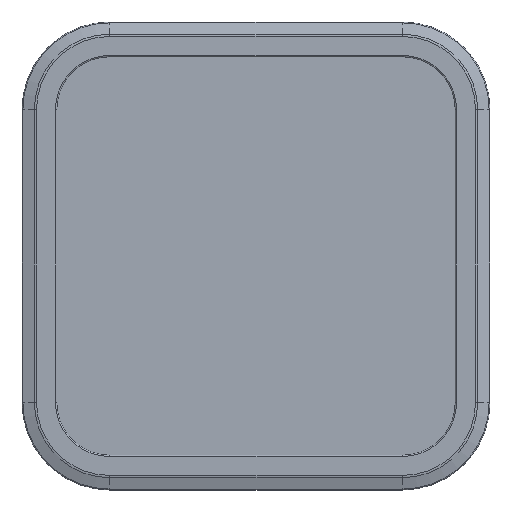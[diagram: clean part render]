
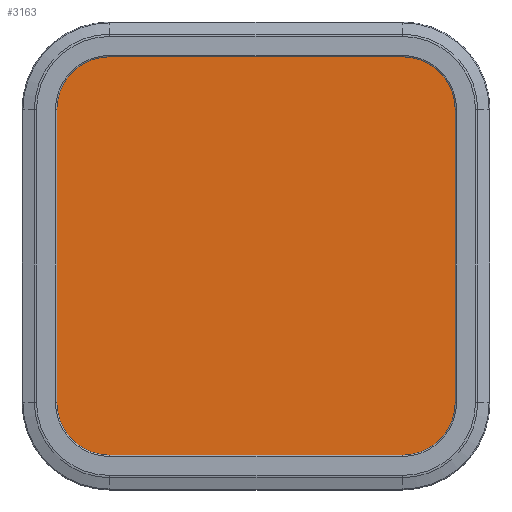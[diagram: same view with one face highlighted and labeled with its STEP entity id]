
A CAD part, top view. The second image highlights one B-rep face of the part: STEP entity #3163.
In plain terms, the highlighted planar face has unit normal (0, 0, 1).
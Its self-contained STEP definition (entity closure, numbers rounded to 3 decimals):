
#57 = EDGE_LOOP ( 'NONE', ( #7549, #3572, #9130, #2441, #3905, #4744, #8873, #3188 ) ) ;
#220 = DIRECTION ( 'NONE',  ( 1., 0., 0. ) ) ;
#571 = VERTEX_POINT ( 'NONE', #8518 ) ;
#928 = VERTEX_POINT ( 'NONE', #7489 ) ;
#1016 = DIRECTION ( 'NONE',  ( 0., 1., 0. ) ) ;
#1243 = DIRECTION ( 'NONE',  ( -1., 0., 0. ) ) ;
#1402 = VERTEX_POINT ( 'NONE', #5285 ) ;
#1475 = DIRECTION ( 'NONE',  ( 0., 0., 1. ) ) ;
#1797 = CARTESIAN_POINT ( 'NONE',  ( -109.5, 156., 6.8 ) ) ;
#1939 = EDGE_CURVE ( 'NONE', #928, #1402, #4958, .T. ) ;
#2094 = EDGE_CURVE ( 'NONE', #4123, #571, #3496, .T. ) ;
#2132 = VECTOR ( 'NONE', #3078, 1000. ) ;
#2251 = CARTESIAN_POINT ( 'NONE',  ( 156., 109.5, 6.8 ) ) ;
#2441 = ORIENTED_EDGE ( 'NONE', *, *, #1939, .T. ) ;
#2471 = DIRECTION ( 'NONE',  ( 0., -1., 0. ) ) ;
#2475 = DIRECTION ( 'NONE',  ( 0., 0., 1. ) ) ;
#2494 = VECTOR ( 'NONE', #1016, 1000. ) ;
#2712 = CARTESIAN_POINT ( 'NONE',  ( 109.5, -109.5, 6.8 ) ) ;
#2913 = VERTEX_POINT ( 'NONE', #1797 ) ;
#3078 = DIRECTION ( 'NONE',  ( 1., 0., 0. ) ) ;
#3163 = ADVANCED_FACE ( 'NONE', ( #11677 ), #8150, .T. ) ;
#3188 = ORIENTED_EDGE ( 'NONE', *, *, #2094, .T. ) ;
#3496 = LINE ( 'NONE', #2251, #2494 ) ;
#3572 = ORIENTED_EDGE ( 'NONE', *, *, #7673, .T. ) ;
#3724 = CARTESIAN_POINT ( 'NONE',  ( -156., 109.5, 6.8 ) ) ;
#3905 = ORIENTED_EDGE ( 'NONE', *, *, #6548, .T. ) ;
#4123 = VERTEX_POINT ( 'NONE', #8414 ) ;
#4320 = CARTESIAN_POINT ( 'NONE',  ( -109.5, -156., 6.8 ) ) ;
#4426 = DIRECTION ( 'NONE',  ( 1., 0., 0. ) ) ;
#4440 = CIRCLE ( 'NONE', #9251, 46.5 ) ;
#4551 = EDGE_CURVE ( 'NONE', #5183, #4123, #4440, .T. ) ;
#4609 = EDGE_CURVE ( 'NONE', #7495, #5183, #5554, .T. ) ;
#4630 = EDGE_CURVE ( 'NONE', #571, #11667, #7267, .T. ) ;
#4672 = DIRECTION ( 'NONE',  ( -1., 0., 0. ) ) ;
#4744 = ORIENTED_EDGE ( 'NONE', *, *, #4609, .T. ) ;
#4958 = LINE ( 'NONE', #3724, #5539 ) ;
#4964 = CARTESIAN_POINT ( 'NONE',  ( -109.5, -109.5, 6.8 ) ) ;
#5183 = VERTEX_POINT ( 'NONE', #11433 ) ;
#5285 = CARTESIAN_POINT ( 'NONE',  ( -156., -109.5, 6.8 ) ) ;
#5539 = VECTOR ( 'NONE', #2471, 1000. ) ;
#5554 = LINE ( 'NONE', #4320, #2132 ) ;
#5667 = DIRECTION ( 'NONE',  ( 0., 0., 1. ) ) ;
#5916 = DIRECTION ( 'NONE',  ( 0., 0., 1. ) ) ;
#5971 = LINE ( 'NONE', #11978, #8597 ) ;
#6548 = EDGE_CURVE ( 'NONE', #1402, #7495, #7415, .T. ) ;
#6921 = CARTESIAN_POINT ( 'NONE',  ( 109.5, 109.5, 6.8 ) ) ;
#7164 = CARTESIAN_POINT ( 'NONE',  ( -109.5, 109.5, 6.8 ) ) ;
#7267 = CIRCLE ( 'NONE', #12157, 46.5 ) ;
#7392 = AXIS2_PLACEMENT_3D ( 'NONE', #7164, #5916, #4672 ) ;
#7415 = CIRCLE ( 'NONE', #8640, 46.5 ) ;
#7489 = CARTESIAN_POINT ( 'NONE',  ( -156., 109.5, 6.8 ) ) ;
#7495 = VERTEX_POINT ( 'NONE', #10251 ) ;
#7549 = ORIENTED_EDGE ( 'NONE', *, *, #4630, .T. ) ;
#7673 = EDGE_CURVE ( 'NONE', #11667, #2913, #5971, .T. ) ;
#8150 = PLANE ( 'NONE',  #11027 ) ;
#8414 = CARTESIAN_POINT ( 'NONE',  ( 156., -109.5, 6.8 ) ) ;
#8518 = CARTESIAN_POINT ( 'NONE',  ( 156., 109.5, 6.8 ) ) ;
#8597 = VECTOR ( 'NONE', #10704, 1000. ) ;
#8640 = AXIS2_PLACEMENT_3D ( 'NONE', #4964, #2475, #1243 ) ;
#8873 = ORIENTED_EDGE ( 'NONE', *, *, #4551, .T. ) ;
#8892 = CIRCLE ( 'NONE', #7392, 46.5 ) ;
#8991 = DIRECTION ( 'NONE',  ( 1., 0., 0. ) ) ;
#9130 = ORIENTED_EDGE ( 'NONE', *, *, #11441, .T. ) ;
#9251 = AXIS2_PLACEMENT_3D ( 'NONE', #2712, #1475, #220 ) ;
#10251 = CARTESIAN_POINT ( 'NONE',  ( -109.5, -156., 6.8 ) ) ;
#10279 = DIRECTION ( 'NONE',  ( 0., 0., 1. ) ) ;
#10704 = DIRECTION ( 'NONE',  ( -1., 0., 0. ) ) ;
#11027 = AXIS2_PLACEMENT_3D ( 'NONE', #6921, #5667, #4426 ) ;
#11112 = CARTESIAN_POINT ( 'NONE',  ( 109.5, 156., 6.8 ) ) ;
#11433 = CARTESIAN_POINT ( 'NONE',  ( 109.5, -156., 6.8 ) ) ;
#11441 = EDGE_CURVE ( 'NONE', #2913, #928, #8892, .T. ) ;
#11576 = CARTESIAN_POINT ( 'NONE',  ( 109.5, 109.5, 6.8 ) ) ;
#11667 = VERTEX_POINT ( 'NONE', #11112 ) ;
#11677 = FACE_OUTER_BOUND ( 'NONE', #57, .T. ) ;
#11978 = CARTESIAN_POINT ( 'NONE',  ( -109.5, 156., 6.8 ) ) ;
#12157 = AXIS2_PLACEMENT_3D ( 'NONE', #11576, #10279, #8991 ) ;
